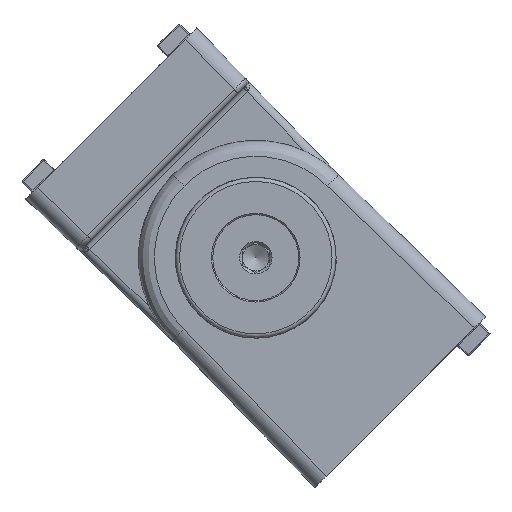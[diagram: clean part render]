
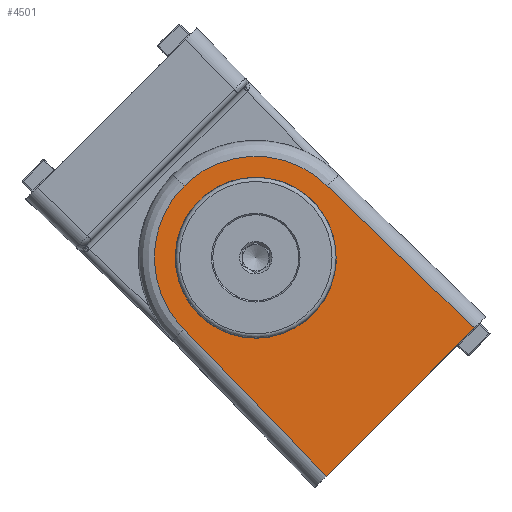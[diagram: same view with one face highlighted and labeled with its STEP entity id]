
A CAD part, top view. The second image highlights one B-rep face of the part: STEP entity #4501.
In plain terms, the highlighted face is planar.
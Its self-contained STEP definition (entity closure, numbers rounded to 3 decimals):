
#77=ELLIPSE('',#4973,14.991,14.988);
#78=ELLIPSE('',#4974,14.991,14.988);
#80=ELLIPSE('',#5021,18.84,18.837);
#89=ELLIPSE('',#5070,18.84,18.837);
#233=FACE_BOUND('',#829,.T.);
#267=PLANE('',#5069);
#528=FACE_OUTER_BOUND('',#828,.T.);
#828=EDGE_LOOP('',(#3424,#3425,#3426,#3427,#3428));
#829=EDGE_LOOP('',(#3429,#3430));
#1469=LINE('',#8252,#1730);
#1490=LINE('',#8340,#1751);
#1491=LINE('',#8342,#1752);
#1730=VECTOR('',#5928,39.001);
#1751=VECTOR('',#5991,38.039);
#1752=VECTOR('',#5994,38.039);
#1991=VERTEX_POINT('',#7290);
#1992=VERTEX_POINT('',#7292);
#2032=VERTEX_POINT('',#7901);
#2033=VERTEX_POINT('',#7902);
#2087=VERTEX_POINT('',#8249);
#2088=VERTEX_POINT('',#8251);
#2118=VERTEX_POINT('',#8339);
#2445=EDGE_CURVE('',#1992,#1991,#77,.T.);
#2446=EDGE_CURVE('',#1991,#1992,#78,.T.);
#2494=EDGE_CURVE('',#2032,#2033,#80,.T.);
#2561=EDGE_CURVE('',#2088,#2087,#1469,.T.);
#2601=EDGE_CURVE('',#2087,#2118,#1490,.T.);
#2602=EDGE_CURVE('',#2118,#2032,#89,.T.);
#2603=EDGE_CURVE('',#2033,#2088,#1491,.T.);
#3424=ORIENTED_EDGE('',*,*,#2561,.T.);
#3425=ORIENTED_EDGE('',*,*,#2601,.T.);
#3426=ORIENTED_EDGE('',*,*,#2602,.T.);
#3427=ORIENTED_EDGE('',*,*,#2494,.T.);
#3428=ORIENTED_EDGE('',*,*,#2603,.T.);
#3429=ORIENTED_EDGE('',*,*,#2445,.T.);
#3430=ORIENTED_EDGE('',*,*,#2446,.T.);
#4501=ADVANCED_FACE('',(#528,#233),#267,.F.);
#4973=AXIS2_PLACEMENT_3D('',#7293,#5726,#5727);
#4974=AXIS2_PLACEMENT_3D('',#7294,#5728,#5729);
#5021=AXIS2_PLACEMENT_3D('',#7903,#5827,#5828);
#5069=AXIS2_PLACEMENT_3D('',#8338,#5989,#5990);
#5070=AXIS2_PLACEMENT_3D('',#8341,#5992,#5993);
#5726=DIRECTION('center_axis',(0.,-0.017,-1.));
#5727=DIRECTION('ref_axis',(0.,1.,-0.017));
#5728=DIRECTION('center_axis',(0.,-0.017,-1.));
#5729=DIRECTION('ref_axis',(0.,1.,-0.017));
#5827=DIRECTION('center_axis',(0.,0.017,1.));
#5828=DIRECTION('ref_axis',(0.,-1.,0.017));
#5928=DIRECTION('',(1.,0.,0.));
#5989=DIRECTION('center_axis',(0.,-0.017,-1.));
#5990=DIRECTION('ref_axis',(0.,1.,-0.017));
#5991=DIRECTION('',(-0.017,1.,-0.017));
#5992=DIRECTION('center_axis',(0.,0.017,
1.));
#5993=DIRECTION('ref_axis',(0.,-1.,0.017));
#5994=DIRECTION('',(-0.017,-1.,0.017));
#7290=CARTESIAN_POINT('',(-14.988,38.,21.837));
#7292=CARTESIAN_POINT('',(14.988,38.,21.837));
#7293=CARTESIAN_POINT('Origin',(0.,37.995,
21.837));
#7294=CARTESIAN_POINT('Origin',(0.,37.995,
21.837));
#7901=CARTESIAN_POINT('',(0.,56.889,21.507));
#7902=CARTESIAN_POINT('',(-18.837,38.027,21.836));
#7903=CARTESIAN_POINT('Origin',(0.,38.052,21.836));
#8249=CARTESIAN_POINT('',(19.5,0.,22.5));
#8251=CARTESIAN_POINT('',(-19.5,0.,22.5));
#8252=CARTESIAN_POINT('',(22.5,0.,22.5));
#8338=CARTESIAN_POINT('Origin',(-25.,0.,22.5));
#8339=CARTESIAN_POINT('',(18.837,38.027,21.836));
#8340=CARTESIAN_POINT('',(19.487,0.776,22.486));
#8341=CARTESIAN_POINT('Origin',(0.,38.052,21.836));
#8342=CARTESIAN_POINT('',(-19.502,-0.096,22.502));
